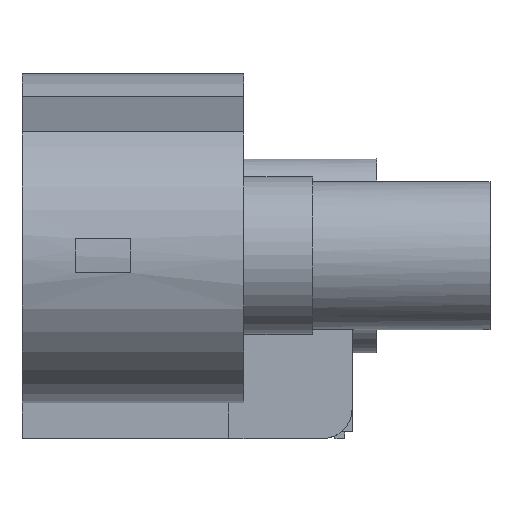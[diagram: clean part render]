
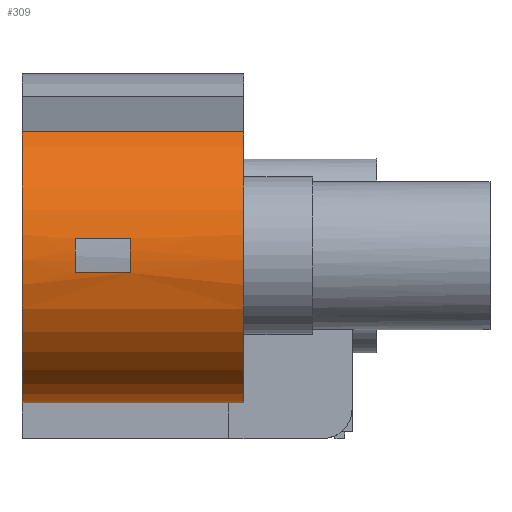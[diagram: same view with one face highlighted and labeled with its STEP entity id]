
A CAD part, left-side view. The second image highlights one B-rep face of the part: STEP entity #309.
In plain terms, the highlighted cylindrical face has radius 14.925 mm (diameter 29.85 mm), a partial arc.
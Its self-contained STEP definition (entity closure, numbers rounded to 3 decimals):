
#53=CYLINDRICAL_SURFACE('',#3780,14.925);
#309=ADVANCED_FACE('',(#612,#613),#53,.T.);
#612=FACE_BOUND('',#685,.T.);
#613=FACE_BOUND('',#686,.T.);
#685=EDGE_LOOP('',(#1963,#1964,#1965,#1966));
#686=EDGE_LOOP('',(#1967,#1968,#1969,#1970));
#963=LINE('',#5340,#1378);
#965=LINE('',#5346,#1380);
#975=LINE('',#5365,#1390);
#977=LINE('',#5368,#1392);
#1378=VECTOR('',#4255,1.);
#1380=VECTOR('',#4263,1.);
#1390=VECTOR('',#4287,1.);
#1392=VECTOR('',#4291,1.);
#1963=ORIENTED_EDGE('',*,*,#3244,.T.);
#1964=ORIENTED_EDGE('',*,*,#3210,.F.);
#1965=ORIENTED_EDGE('',*,*,#3242,.F.);
#1966=ORIENTED_EDGE('',*,*,#3090,.F.);
#1967=ORIENTED_EDGE('',*,*,#3231,.F.);
#1968=ORIENTED_EDGE('',*,*,#3229,.F.);
#1969=ORIENTED_EDGE('',*,*,#3227,.F.);
#1970=ORIENTED_EDGE('',*,*,#3232,.T.);
#2731=VERTEX_POINT('',#5017);
#2743=VERTEX_POINT('',#5040);
#2836=VERTEX_POINT('',#5301);
#2837=VERTEX_POINT('',#5303);
#2843=VERTEX_POINT('',#5333);
#2844=VERTEX_POINT('',#5335);
#2845=VERTEX_POINT('',#5339);
#2846=VERTEX_POINT('',#5343);
#3090=EDGE_CURVE('',#2743,#2731,#3606,.T.);
#3210=EDGE_CURVE('',#2836,#2837,#3622,.T.);
#3227=EDGE_CURVE('',#2844,#2843,#3626,.T.);
#3229=EDGE_CURVE('',#2843,#2845,#963,.T.);
#3231=EDGE_CURVE('',#2845,#2846,#3627,.T.);
#3232=EDGE_CURVE('',#2844,#2846,#965,.T.);
#3242=EDGE_CURVE('',#2731,#2836,#975,.T.);
#3244=EDGE_CURVE('',#2743,#2837,#977,.T.);
#3606=CIRCLE('',#3713,14.925);
#3622=CIRCLE('',#3754,14.925);
#3626=CIRCLE('',#3767,14.925);
#3627=CIRCLE('',#3770,14.925);
#3713=AXIS2_PLACEMENT_3D('',#5041,#4028,#4029);
#3754=AXIS2_PLACEMENT_3D('',#5302,#4211,#4212);
#3767=AXIS2_PLACEMENT_3D('',#5336,#4250,#4251);
#3770=AXIS2_PLACEMENT_3D('',#5344,#4259,#4260);
#3780=AXIS2_PLACEMENT_3D('',#5369,#4292,#4293);
#4028=DIRECTION('',(0.,-1.,0.));
#4029=DIRECTION('',(0.,0.,-1.));
#4211=DIRECTION('',(0.,1.,0.));
#4212=DIRECTION('',(0.,0.,-1.));
#4250=DIRECTION('',(0.,1.,0.));
#4251=DIRECTION('',(-0.993,0.,-0.117));
#4255=DIRECTION('',(0.,1.,0.));
#4259=DIRECTION('',(0.,-1.,0.));
#4260=DIRECTION('',(-0.993,0.,0.117));
#4263=DIRECTION('',(0.,1.,0.));
#4287=DIRECTION('',(0.,1.,0.));
#4291=DIRECTION('',(0.,1.,0.));
#4292=DIRECTION('',(0.,1.,0.));
#4293=DIRECTION('',(0.003,0.,-1.));
#5017=CARTESIAN_POINT('',(-9.575,0.,-14.925));
#5040=CARTESIAN_POINT('',(-17.629,0.,12.565));
#5041=CARTESIAN_POINT('',(-9.575,0.,0.));
#5301=CARTESIAN_POINT('',(-9.575,22.5,-14.925));
#5302=CARTESIAN_POINT('',(-9.575,22.5,0.));
#5303=CARTESIAN_POINT('',(-17.629,22.5,12.565));
#5333=CARTESIAN_POINT('',(-24.397,11.5,1.75));
#5335=CARTESIAN_POINT('',(-24.397,11.5,-1.75));
#5336=CARTESIAN_POINT('',(-9.575,11.5,0.));
#5339=CARTESIAN_POINT('',(-24.397,17.1,1.75));
#5340=CARTESIAN_POINT('',(-24.397,11.5,1.75));
#5343=CARTESIAN_POINT('',(-24.397,17.1,-1.75));
#5344=CARTESIAN_POINT('',(-9.575,17.1,0.));
#5346=CARTESIAN_POINT('',(-24.397,11.5,-1.75));
#5365=CARTESIAN_POINT('',(-9.575,1.,-14.925));
#5368=CARTESIAN_POINT('',(-17.629,1.,12.565));
#5369=CARTESIAN_POINT('',(-9.575,0.95,0.));
